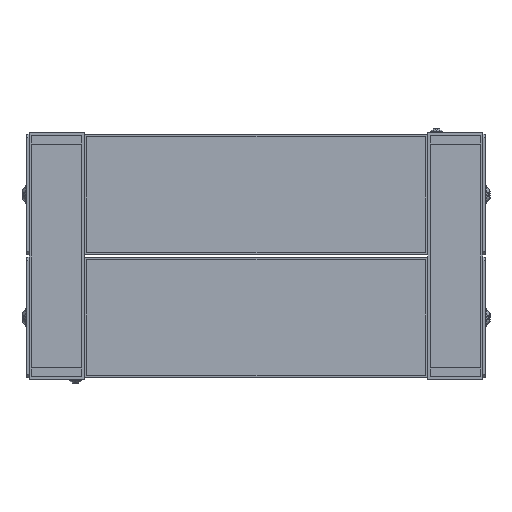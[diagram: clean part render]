
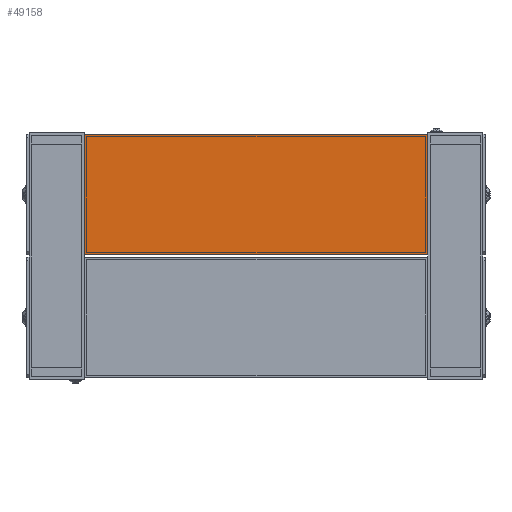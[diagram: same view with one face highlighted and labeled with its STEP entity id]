
A CAD part, left-side view. The second image highlights one B-rep face of the part: STEP entity #49158.
In plain terms, the highlighted planar face has unit normal (-1, 0, 0).
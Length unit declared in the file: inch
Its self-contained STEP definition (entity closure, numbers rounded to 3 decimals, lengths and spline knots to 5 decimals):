
#1692 = VECTOR ( 'NONE', #41993, 39.37008 ) ;
#2478 = PLANE ( 'NONE',  #43766 ) ;
#3822 = LINE ( 'NONE', #79017, #81041 ) ;
#10228 = CARTESIAN_POINT ( 'NONE',  ( -15.70866, -3.93701, 2.00787 ) ) ;
#10277 = EDGE_CURVE ( 'NONE', #21185, #28279, #3822, .T. ) ;
#10661 = VECTOR ( 'NONE', #35421, 39.37008 ) ;
#11036 = LINE ( 'NONE', #10228, #1692 ) ;
#15402 = VECTOR ( 'NONE', #60666, 39.37008 ) ;
#21185 = VERTEX_POINT ( 'NONE', #76886 ) ;
#21615 = DIRECTION ( 'NONE',  ( 0., -1., 0. ) ) ;
#22794 = VERTEX_POINT ( 'NONE', #39976 ) ;
#27631 = CARTESIAN_POINT ( 'NONE',  ( -15.70866, -3.93701, 3.93701 ) ) ;
#27653 = VERTEX_POINT ( 'NONE', #75130 ) ;
#28279 = VERTEX_POINT ( 'NONE', #64045 ) ;
#33136 = EDGE_LOOP ( 'NONE', ( #63608, #66025, #51616, #47798 ) ) ;
#35421 = DIRECTION ( 'NONE',  ( 0., 0., 1. ) ) ;
#39591 = FACE_OUTER_BOUND ( 'NONE', #33136, .T. ) ;
#39976 = CARTESIAN_POINT ( 'NONE',  ( -15.70866, 1.55512, 2.00787 ) ) ;
#40146 = EDGE_CURVE ( 'NONE', #22794, #21185, #66865, .T. ) ;
#41993 = DIRECTION ( 'NONE',  ( 0., 1., 0. ) ) ;
#43766 = AXIS2_PLACEMENT_3D ( 'NONE', #27631, #78079, #52883 ) ;
#44366 = EDGE_CURVE ( 'NONE', #28279, #27653, #47882, .T. ) ;
#47798 = ORIENTED_EDGE ( 'NONE', *, *, #10277, .F. ) ;
#47882 = LINE ( 'NONE', #67669, #15402 ) ;
#49158 = ADVANCED_FACE ( 'NONE', ( #39591 ), #2478, .F. ) ;
#51616 = ORIENTED_EDGE ( 'NONE', *, *, #44366, .F. ) ;
#52883 = DIRECTION ( 'NONE',  ( 0., 0., 1. ) ) ;
#60666 = DIRECTION ( 'NONE',  ( 0., 0., -1. ) ) ;
#60674 = CARTESIAN_POINT ( 'NONE',  ( -15.70866, 1.55512, 3.93701 ) ) ;
#63608 = ORIENTED_EDGE ( 'NONE', *, *, #40146, .F. ) ;
#64045 = CARTESIAN_POINT ( 'NONE',  ( -15.70866, -9.42913, 5.86614 ) ) ;
#64380 = EDGE_CURVE ( 'NONE', #27653, #22794, #11036, .T. ) ;
#66025 = ORIENTED_EDGE ( 'NONE', *, *, #64380, .F. ) ;
#66865 = LINE ( 'NONE', #60674, #10661 ) ;
#67669 = CARTESIAN_POINT ( 'NONE',  ( -15.70866, -9.42913, 3.93701 ) ) ;
#75130 = CARTESIAN_POINT ( 'NONE',  ( -15.70866, -9.42913, 2.00787 ) ) ;
#76886 = CARTESIAN_POINT ( 'NONE',  ( -15.70866, 1.55512, 5.86614 ) ) ;
#78079 = DIRECTION ( 'NONE',  ( 1., 0., 0. ) ) ;
#79017 = CARTESIAN_POINT ( 'NONE',  ( -15.70866, -3.93701, 5.86614 ) ) ;
#81041 = VECTOR ( 'NONE', #21615, 39.37008 ) ;
